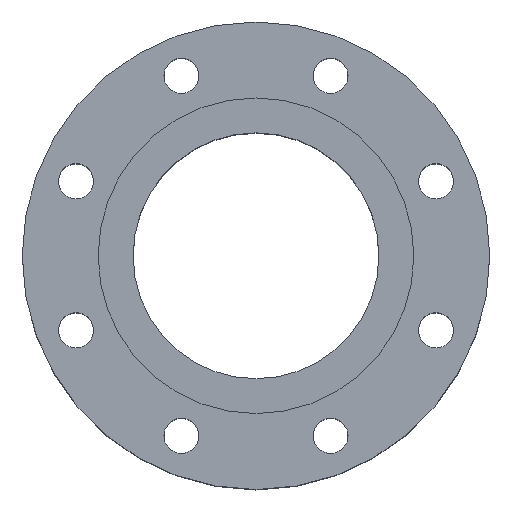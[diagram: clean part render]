
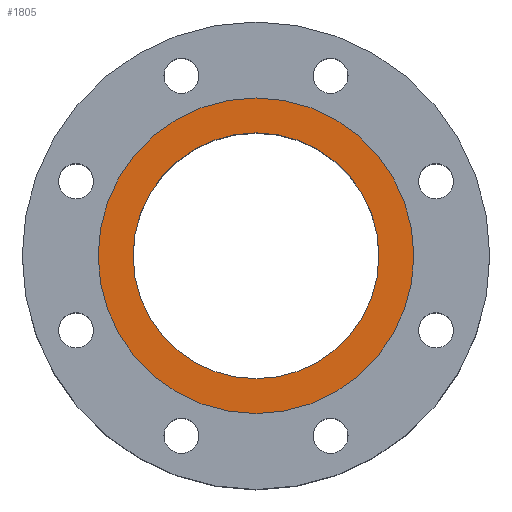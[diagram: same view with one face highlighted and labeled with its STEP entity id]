
A CAD part, top view. The second image highlights one B-rep face of the part: STEP entity #1805.
In plain terms, the highlighted planar face has unit normal (0, 0, 1).
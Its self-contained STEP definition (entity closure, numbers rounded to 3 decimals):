
#1805 = ADVANCED_FACE ( 'NONE', ( #24512, #14786 ), #26942, .F. ) ;
#3229 = DIRECTION ( 'NONE',  ( 1., 0., 0. ) ) ;
#3384 = DIRECTION ( 'NONE',  ( 0., 0., 1. ) ) ;
#6067 = CARTESIAN_POINT ( 'NONE',  ( 0., 81., 0. ) ) ;
#6405 = CARTESIAN_POINT ( 'NONE',  ( -81., 0., 0. ) ) ;
#6959 = AXIS2_PLACEMENT_3D ( 'NONE', #29114, #3384, #12676 ) ;
#7007 = CIRCLE ( 'NONE', #11873, 63.1 ) ;
#7782 = VERTEX_POINT ( 'NONE', #7785 ) ;
#7785 = CARTESIAN_POINT ( 'NONE',  ( 81., 0., 0. ) ) ;
#8479 = ORIENTED_EDGE ( 'NONE', *, *, #28153, .F. ) ;
#9390 = CIRCLE ( 'NONE', #6959, 81. ) ;
#9441 = CIRCLE ( 'NONE', #15292, 63.1 ) ;
#9514 = VERTEX_POINT ( 'NONE', #9540 ) ;
#9540 = CARTESIAN_POINT ( 'NONE',  ( -63.1, 0., 0. ) ) ;
#9836 = AXIS2_PLACEMENT_3D ( 'NONE', #20451, #25034, #29596 ) ;
#11873 = AXIS2_PLACEMENT_3D ( 'NONE', #19684, #19527, #3229 ) ;
#12676 = DIRECTION ( 'NONE',  ( 1., 0., 0. ) ) ;
#12991 = EDGE_LOOP ( 'NONE', ( #29908, #24631 ) ) ;
#13078 = DIRECTION ( 'NONE',  ( 0., 0., -1. ) ) ;
#14736 = VERTEX_POINT ( 'NONE', #6405 ) ;
#14786 = FACE_OUTER_BOUND ( 'NONE', #12991, .T. ) ;
#15292 = AXIS2_PLACEMENT_3D ( 'NONE', #25244, #22804, #18091 ) ;
#15318 = EDGE_LOOP ( 'NONE', ( #8479, #15832 ) ) ;
#15832 = ORIENTED_EDGE ( 'NONE', *, *, #27458, .F. ) ;
#17735 = EDGE_CURVE ( 'NONE', #14736, #7782, #22966, .T. ) ;
#18091 = DIRECTION ( 'NONE',  ( 1., 0., 0. ) ) ;
#19527 = DIRECTION ( 'NONE',  ( 0., 0., 1. ) ) ;
#19684 = CARTESIAN_POINT ( 'NONE',  ( 0., 0., 0. ) ) ;
#20451 = CARTESIAN_POINT ( 'NONE',  ( 0., 0., 0. ) ) ;
#22804 = DIRECTION ( 'NONE',  ( 0., 0., 1. ) ) ;
#22966 = CIRCLE ( 'NONE', #9836, 81. ) ;
#24512 = FACE_BOUND ( 'NONE', #15318, .T. ) ;
#24631 = ORIENTED_EDGE ( 'NONE', *, *, #17735, .T. ) ;
#24818 = VERTEX_POINT ( 'NONE', #30069 ) ;
#25034 = DIRECTION ( 'NONE',  ( 0., 0., 1. ) ) ;
#25244 = CARTESIAN_POINT ( 'NONE',  ( 0., 0., 0. ) ) ;
#25332 = EDGE_CURVE ( 'NONE', #7782, #14736, #9390, .T. ) ;
#26942 = PLANE ( 'NONE',  #28231 ) ;
#27458 = EDGE_CURVE ( 'NONE', #9514, #24818, #9441, .T. ) ;
#28153 = EDGE_CURVE ( 'NONE', #24818, #9514, #7007, .T. ) ;
#28231 = AXIS2_PLACEMENT_3D ( 'NONE', #6067, #13078, #28626 ) ;
#28626 = DIRECTION ( 'NONE',  ( -1., 0., 0. ) ) ;
#29114 = CARTESIAN_POINT ( 'NONE',  ( 0., 0., 0. ) ) ;
#29596 = DIRECTION ( 'NONE',  ( 1., 0., 0. ) ) ;
#29908 = ORIENTED_EDGE ( 'NONE', *, *, #25332, .T. ) ;
#30069 = CARTESIAN_POINT ( 'NONE',  ( 63.1, 0., 0. ) ) ;
